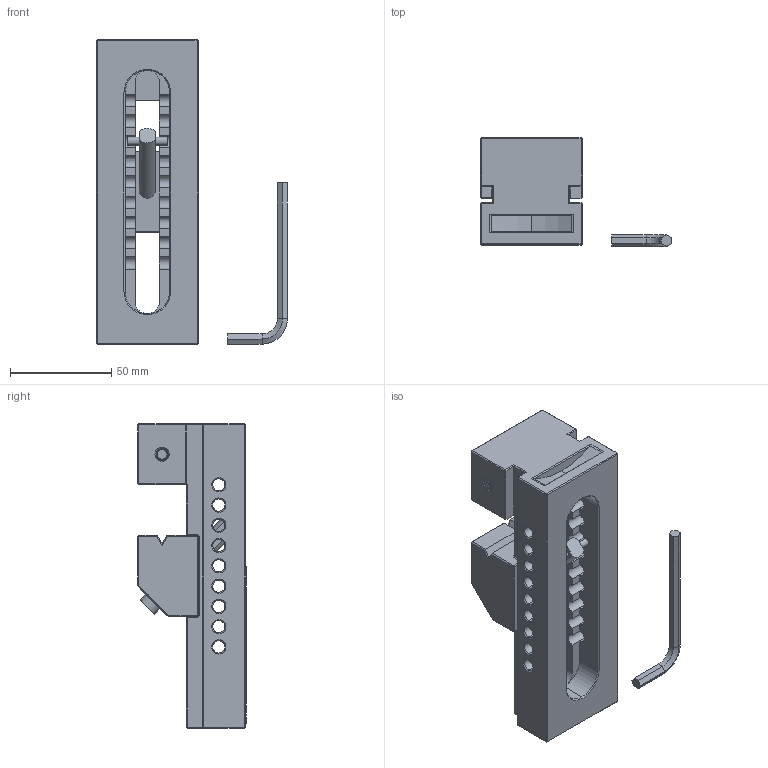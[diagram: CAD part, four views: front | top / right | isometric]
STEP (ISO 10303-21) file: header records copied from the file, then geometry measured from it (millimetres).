
FILE_DESCRIPTION (( 'STEP AP203' ), '1' );
FILE_NAME ('09-0568.STEP', '2023-08-14T07:56:23', ( '' ), ( '' ), 'SwSTEP 2.0', 'SolidWorks 2022', '' );
FILE_SCHEMA (( 'CONFIG_CONTROL_DESIGN' ));
Length unit declared in the file: millimetre
Products named in the file (3): 09-0568; 勤晚5mmL售忒
Assembly tree (2 placements, depth 2):
  09-0568
    09-0568
    勤晚5mmL售忒
Bounding box: 94.06 x 53.7 x 150 mm (x, y, z)
Volume: 221256 mm3; surface area: 49671.3 mm2
Topology: 2 solids, 2 shells, 430 faces, 1095 edges, 663 vertices
Faces by surface type: plane 263, cylinder 107, cone 48, bspline 12
Entity records: 17629 total; most frequent: CARTESIAN_POINT 7180, ORIENTED_EDGE 2190, DIRECTION 2013, EDGE_CURVE 1095, VECTOR 797, LINE 797, VERTEX_POINT 663, AXIS2_PLACEMENT_3D 608
